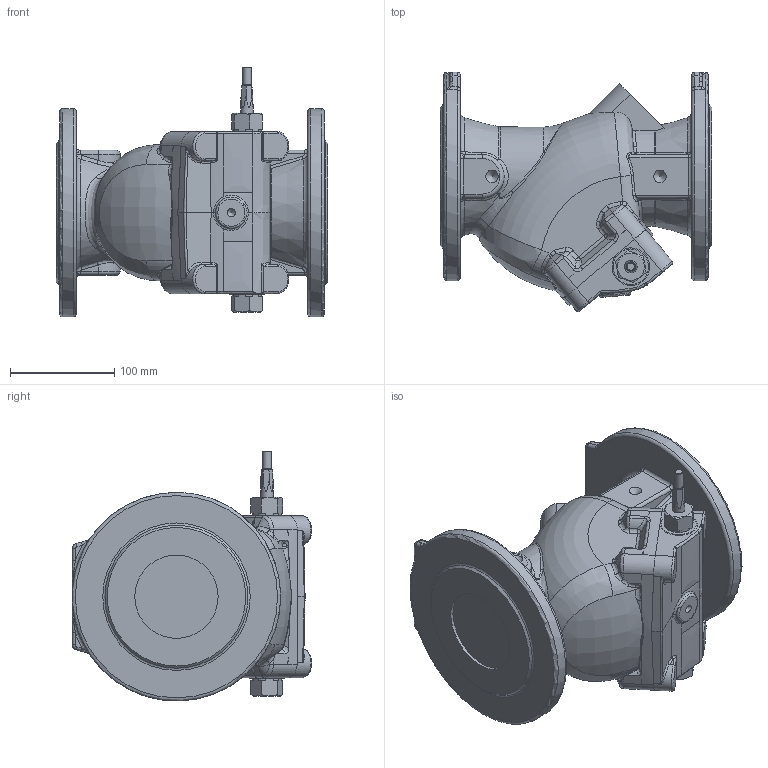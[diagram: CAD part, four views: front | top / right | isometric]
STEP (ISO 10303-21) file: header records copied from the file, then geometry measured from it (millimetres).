
FILE_DESCRIPTION (( 'STEP AP203' ), '1' );
FILE_NAME ('O_41_60_DN80.STEP', '2014-09-09T07:51:49', ( '' ), ( '' ), 'SwSTEP 2.0', 'SolidWorks 2012', '' );
FILE_SCHEMA (( 'CONFIG_CONTROL_DESIGN' ));
Length unit declared in the file: millimetre
Products named in the file (1): O_41_60_DN80
Bounding box: 260 x 229.81 x 239.75 mm (x, y, z)
Volume: 4659005.7 mm3; surface area: 261308.1 mm2
Topology: 1 solids, 1 shells, 563 faces, 1360 edges, 778 vertices
Faces by surface type: bspline 216, cylinder 130, plane 114, torus 64, cone 24, sphere 15
Full cylindrical faces by diameter (mm): 8 x1, 12 x1, 80 x1, 81 x1
Entity records: 30610 total; most frequent: CARTESIAN_POINT 19566, ORIENTED_EDGE 2588, DIRECTION 1869, EDGE_CURVE 1294, AXIS2_PLACEMENT_3D 780, VERTEX_POINT 763, EDGE_LOOP 593, FACE_OUTER_BOUND 574
